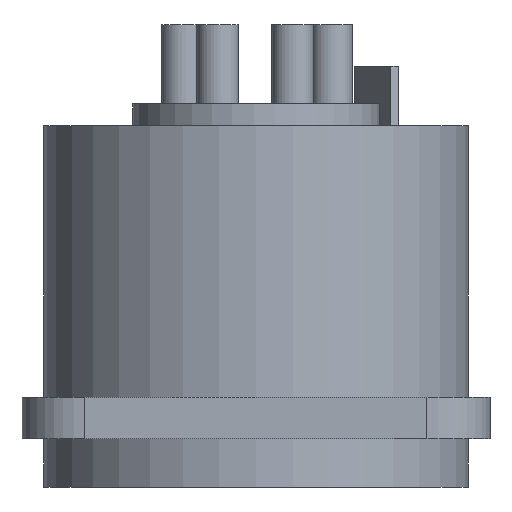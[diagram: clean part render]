
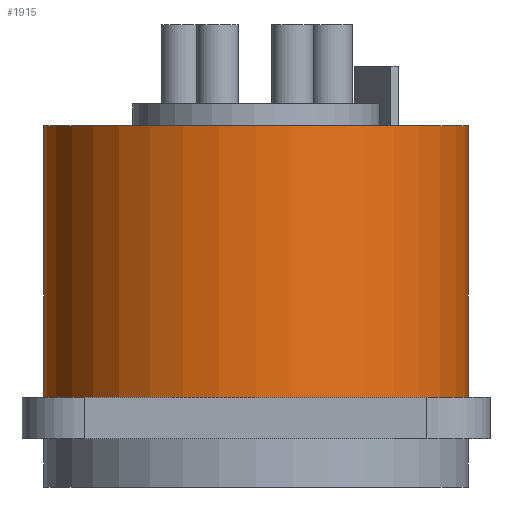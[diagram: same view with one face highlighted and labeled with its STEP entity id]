
A CAD part, front view. The second image highlights one B-rep face of the part: STEP entity #1915.
In plain terms, the highlighted cylindrical face has radius 11.8 mm (diameter 23.6 mm), a partial arc.
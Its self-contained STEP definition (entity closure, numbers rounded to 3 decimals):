
#482=CARTESIAN_POINT('',(0.,0.,2.3));
#483=DIRECTION('',(0.,0.,-1.));
#484=DIRECTION('',(1.,0.,0.));
#485=AXIS2_PLACEMENT_3D('',#482,#483,#484);
#585=DIRECTION('',(0.,0.,-1.));
#586=VECTOR('',#585,15.1);
#587=CARTESIAN_POINT('',(-11.8,0.,17.4));
#588=LINE('',#587,#586);
#599=DIRECTION('',(0.,0.,-1.));
#600=VECTOR('',#599,15.1);
#601=CARTESIAN_POINT('',(11.8,0.,17.4));
#602=LINE('',#601,#600);
#860=CARTESIAN_POINT('',(0.,0.,17.4));
#861=DIRECTION('',(0.,0.,-1.));
#862=DIRECTION('',(1.,0.,0.));
#863=AXIS2_PLACEMENT_3D('',#860,#861,#862);
#1400=CARTESIAN_POINT('',(-11.8,0.,17.4));
#1401=CARTESIAN_POINT('',(11.8,0.,17.4));
#1402=VERTEX_POINT('',#1400);
#1403=VERTEX_POINT('',#1401);
#1412=CARTESIAN_POINT('',(-11.8,0.,2.3));
#1413=VERTEX_POINT('',#1412);
#1414=CARTESIAN_POINT('',(11.8,0.,2.3));
#1415=VERTEX_POINT('',#1414);
#1903=CARTESIAN_POINT('',(0.,0.,17.4));
#1904=DIRECTION('',(0.,0.,-1.));
#1905=DIRECTION('',(-1.,0.,0.));
#1906=AXIS2_PLACEMENT_3D('',#1903,#1904,#1905);
#1907=CYLINDRICAL_SURFACE('',#1906,11.8);
#1908=ORIENTED_EDGE('',*,*,#1880,.F.);
#1910=ORIENTED_EDGE('',*,*,#1909,.F.);
#1911=ORIENTED_EDGE('',*,*,#1883,.T.);
#1912=ORIENTED_EDGE('',*,*,#1747,.T.);
#1913=EDGE_LOOP('',(#1908,#1910,#1911,#1912));
#1914=FACE_OUTER_BOUND('',#1913,.F.);
#1915=ADVANCED_FACE('',(#1914),#1907,.T.);
#486=CIRCLE('',#485,11.8);
#864=CIRCLE('',#863,11.8);
#1747=EDGE_CURVE('',#1415,#1413,#486,.T.);
#1880=EDGE_CURVE('',#1402,#1413,#588,.T.);
#1883=EDGE_CURVE('',#1403,#1415,#602,.T.);
#1909=EDGE_CURVE('',#1403,#1402,#864,.T.);
